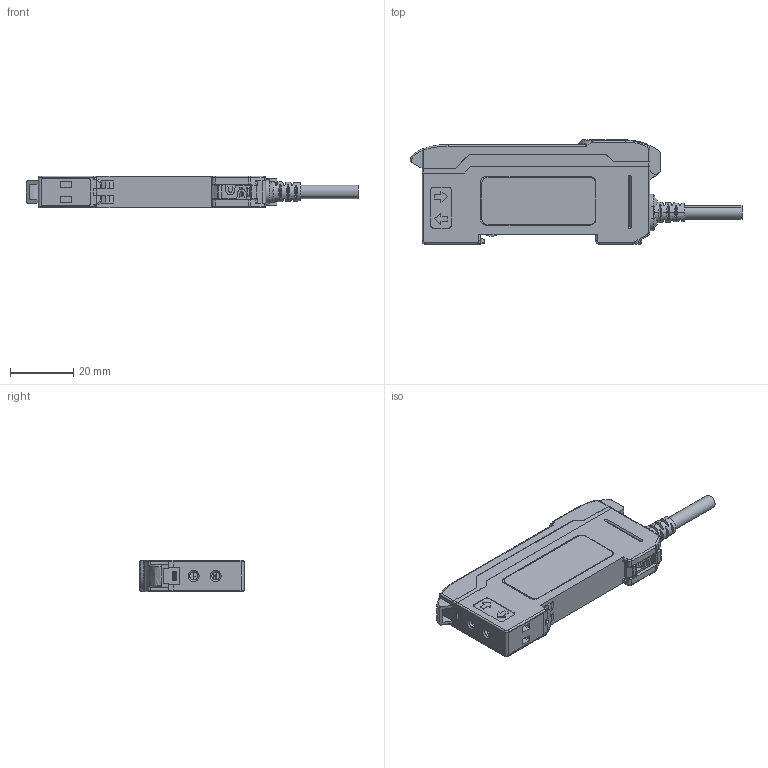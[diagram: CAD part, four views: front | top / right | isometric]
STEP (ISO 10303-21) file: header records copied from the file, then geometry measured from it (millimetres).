
FILE_DESCRIPTION((''),'2;1');
FILE_NAME('181421_ASM','2014-06-02T',('pdmadmin'),(''),'PRO/ENGINEER BY PARAMETRIC TECHNOLOGY CORPORATION, 2013230','PRO/ENGINEER BY PARAMETRIC TECHNOLOGY CORPORATION, 2013230','');
FILE_SCHEMA(('CONFIG_CONTROL_DESIGN'));
Products named in the file (18): 156397; 158608_AF0; 118171_ASSY-158606_AF0; 156383_DRW_ASM; 156394; 156396; 156393; 156520; SMSWR1A_1; SMSWR4_1; 156392; 157537; 156399; 156400_W_LOGO; 160111; 160112; 156398; 181421_ASM
Assembly tree (17 placements, depth 3):
  181421_ASM
    156397
    156383_DRW_ASM
      158608_AF0
      118171_ASSY-158606_AF0
    156394
    156396
    156393
    156520
    SMSWR1A_1
    SMSWR4_1
    156392
    157537
    156399
    156400_W_LOGO
    160111
    160112
    156398
Bounding box: 105 x 33 x 10.1 mm (x, y, z)
Volume: 9512.9 mm3; surface area: 23135.4 mm2
Topology: 16 solids, 16 shells, 2487 faces, 6686 edges, 4326 vertices
Faces by surface type: plane 1785, cylinder 501, bspline 95, sphere 40, torus 35, cone 26, extrusion 5
Entity records: 81318 total; most frequent: CARTESIAN_POINT 18903, ORIENTED_EDGE 13340, DIRECTION 12141, EDGE_CURVE 6670, VECTOR 5225, LINE 5220, VERTEX_POINT 4326, AXIS2_PLACEMENT_3D 3458
